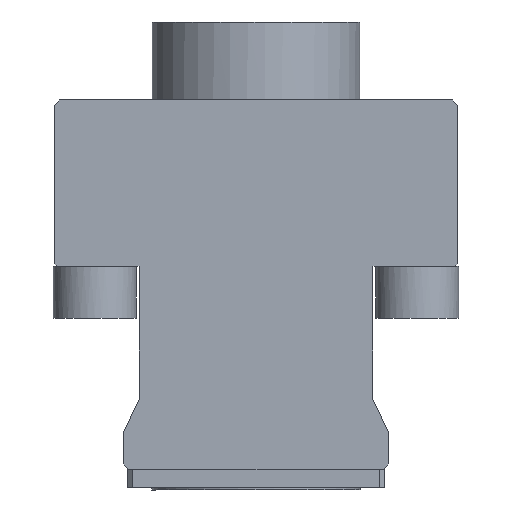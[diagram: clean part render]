
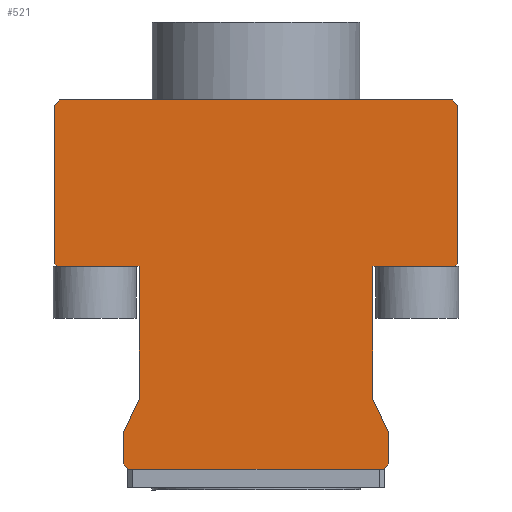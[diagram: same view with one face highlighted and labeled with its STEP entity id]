
A CAD part, left-side view. The second image highlights one B-rep face of the part: STEP entity #521.
In plain terms, the highlighted planar face has unit normal (-1, 0, 0).
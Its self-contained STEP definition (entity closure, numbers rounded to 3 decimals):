
#88=FACE_OUTER_BOUND('',#723,.T.);
#155=LINE('',#2544,#329);
#176=LINE('',#2588,#350);
#200=LINE('',#2641,#374);
#201=LINE('',#2643,#375);
#220=LINE('',#2677,#394);
#221=LINE('',#2680,#395);
#222=LINE('',#2682,#396);
#223=LINE('',#2684,#397);
#224=LINE('',#2685,#398);
#225=LINE('',#2687,#399);
#226=LINE('',#2689,#400);
#227=LINE('',#2691,#401);
#228=LINE('',#2692,#402);
#229=LINE('',#2694,#403);
#230=LINE('',#2696,#404);
#231=LINE('',#2698,#405);
#232=LINE('',#2700,#406);
#233=LINE('',#2702,#407);
#329=VECTOR('',#1971,1.);
#350=VECTOR('',#2008,1.);
#374=VECTOR('',#2050,1.);
#375=VECTOR('',#2053,1.);
#394=VECTOR('',#2076,1.);
#395=VECTOR('',#2077,1.);
#396=VECTOR('',#2078,1.);
#397=VECTOR('',#2079,1.);
#398=VECTOR('',#2080,1.);
#399=VECTOR('',#2081,1.);
#400=VECTOR('',#2082,1.);
#401=VECTOR('',#2083,1.);
#402=VECTOR('',#2084,1.);
#403=VECTOR('',#2085,1.);
#404=VECTOR('',#2086,1.);
#405=VECTOR('',#2087,1.);
#406=VECTOR('',#2088,1.);
#407=VECTOR('',#2089,1.);
#521=ADVANCED_FACE('',(#88),#599,.F.);
#599=PLANE('',#1771);
#723=EDGE_LOOP('',(#976,#977,#978,#979,#980,#981,#982,#983,#984,#985,#986,
#987,#988,#989,#990,#991,#992,#993));
#976=ORIENTED_EDGE('',*,*,#1504,.F.);
#977=ORIENTED_EDGE('',*,*,#1505,.F.);
#978=ORIENTED_EDGE('',*,*,#1506,.F.);
#979=ORIENTED_EDGE('',*,*,#1507,.F.);
#980=ORIENTED_EDGE('',*,*,#1485,.F.);
#981=ORIENTED_EDGE('',*,*,#1484,.F.);
#982=ORIENTED_EDGE('',*,*,#1508,.F.);
#983=ORIENTED_EDGE('',*,*,#1509,.F.);
#984=ORIENTED_EDGE('',*,*,#1510,.F.);
#985=ORIENTED_EDGE('',*,*,#1511,.F.);
#986=ORIENTED_EDGE('',*,*,#1436,.F.);
#987=ORIENTED_EDGE('',*,*,#1458,.F.);
#988=ORIENTED_EDGE('',*,*,#1512,.F.);
#989=ORIENTED_EDGE('',*,*,#1513,.F.);
#990=ORIENTED_EDGE('',*,*,#1514,.F.);
#991=ORIENTED_EDGE('',*,*,#1515,.F.);
#992=ORIENTED_EDGE('',*,*,#1516,.F.);
#993=ORIENTED_EDGE('',*,*,#1517,.F.);
#1275=VERTEX_POINT('',#2543);
#1276=VERTEX_POINT('',#2545);
#1291=VERTEX_POINT('',#2589);
#1304=VERTEX_POINT('',#2628);
#1310=VERTEX_POINT('',#2640);
#1311=VERTEX_POINT('',#2644);
#1324=VERTEX_POINT('',#2678);
#1325=VERTEX_POINT('',#2679);
#1326=VERTEX_POINT('',#2681);
#1327=VERTEX_POINT('',#2683);
#1328=VERTEX_POINT('',#2686);
#1329=VERTEX_POINT('',#2688);
#1330=VERTEX_POINT('',#2690);
#1331=VERTEX_POINT('',#2693);
#1332=VERTEX_POINT('',#2695);
#1333=VERTEX_POINT('',#2697);
#1334=VERTEX_POINT('',#2699);
#1335=VERTEX_POINT('',#2701);
#1436=EDGE_CURVE('',#1275,#1276,#155,.T.);
#1458=EDGE_CURVE('',#1291,#1275,#176,.T.);
#1484=EDGE_CURVE('',#1310,#1304,#200,.T.);
#1485=EDGE_CURVE('',#1304,#1311,#201,.T.);
#1504=EDGE_CURVE('',#1324,#1325,#220,.T.);
#1505=EDGE_CURVE('',#1326,#1324,#221,.T.);
#1506=EDGE_CURVE('',#1327,#1326,#222,.T.);
#1507=EDGE_CURVE('',#1311,#1327,#223,.T.);
#1508=EDGE_CURVE('',#1328,#1310,#224,.T.);
#1509=EDGE_CURVE('',#1329,#1328,#225,.T.);
#1510=EDGE_CURVE('',#1330,#1329,#226,.T.);
#1511=EDGE_CURVE('',#1276,#1330,#227,.T.);
#1512=EDGE_CURVE('',#1331,#1291,#228,.T.);
#1513=EDGE_CURVE('',#1332,#1331,#229,.T.);
#1514=EDGE_CURVE('',#1333,#1332,#230,.T.);
#1515=EDGE_CURVE('',#1334,#1333,#231,.T.);
#1516=EDGE_CURVE('',#1335,#1334,#232,.T.);
#1517=EDGE_CURVE('',#1325,#1335,#233,.T.);
#1771=AXIS2_PLACEMENT_3D('',#2703,#2090,#2091);
#1971=DIRECTION('',(0.,1.,0.));
#2008=DIRECTION('',(0.,0.707,-0.707));
#2050=DIRECTION('',(0.,1.,0.));
#2053=DIRECTION('',(0.,0.707,0.707));
#2076=DIRECTION('',(0.,-0.707,-0.707));
#2077=DIRECTION('',(0.,-1.,0.));
#2078=DIRECTION('',(0.,-0.707,0.707));
#2079=DIRECTION('',(0.,0.,1.));
#2080=DIRECTION('',(0.,0.,1.));
#2081=DIRECTION('',(0.,-0.423,0.906));
#2082=DIRECTION('',(0.,0.,1.));
#2083=DIRECTION('',(0.,0.707,0.707));
#2084=DIRECTION('',(0.,0.,-1.));
#2085=DIRECTION('',(0.,-0.423,-0.906));
#2086=DIRECTION('',(0.,0.,-1.));
#2087=DIRECTION('',(0.,1.,0.));
#2088=DIRECTION('',(0.,0.707,-0.707));
#2089=DIRECTION('',(0.,0.,-1.));
#2090=DIRECTION('',(1.,0.,0.));
#2091=DIRECTION('',(0.,1.,0.));
#2543=CARTESIAN_POINT('',(-67.,-24.5,-71.));
#2544=CARTESIAN_POINT('',(-67.,-24.5,-71.));
#2545=CARTESIAN_POINT('',(-67.,24.5,-71.));
#2588=CARTESIAN_POINT('',(-67.,-25.5,-70.));
#2589=CARTESIAN_POINT('',(-67.,-25.5,-70.));
#2628=CARTESIAN_POINT('',(-67.,38.2,-32.));
#2640=CARTESIAN_POINT('',(-67.,22.5,-32.));
#2641=CARTESIAN_POINT('',(-67.,22.5,-32.));
#2643=CARTESIAN_POINT('',(-67.,38.2,-32.));
#2644=CARTESIAN_POINT('',(-67.,38.7,-31.5));
#2677=CARTESIAN_POINT('',(-67.,-38.7,-1.));
#2678=CARTESIAN_POINT('',(-67.,-37.7,0.));
#2679=CARTESIAN_POINT('',(-67.,-38.7,-1.));
#2680=CARTESIAN_POINT('',(-67.,37.7,0.));
#2681=CARTESIAN_POINT('',(-67.,37.7,0.));
#2682=CARTESIAN_POINT('',(-67.,38.7,-1.));
#2683=CARTESIAN_POINT('',(-67.,38.7,-1.));
#2684=CARTESIAN_POINT('',(-67.,38.7,-31.5));
#2685=CARTESIAN_POINT('',(-67.,22.5,-57.566));
#2686=CARTESIAN_POINT('',(-67.,22.5,-57.566));
#2687=CARTESIAN_POINT('',(-67.,25.5,-64.));
#2688=CARTESIAN_POINT('',(-67.,25.5,-64.));
#2689=CARTESIAN_POINT('',(-67.,25.5,-70.));
#2690=CARTESIAN_POINT('',(-67.,25.5,-70.));
#2691=CARTESIAN_POINT('',(-67.,24.5,-71.));
#2692=CARTESIAN_POINT('',(-67.,-25.5,-64.));
#2693=CARTESIAN_POINT('',(-67.,-25.5,-64.));
#2694=CARTESIAN_POINT('',(-67.,-22.5,-57.566));
#2695=CARTESIAN_POINT('',(-67.,-22.5,-57.566));
#2696=CARTESIAN_POINT('',(-67.,-22.5,-32.));
#2697=CARTESIAN_POINT('',(-67.,-22.5,-32.));
#2698=CARTESIAN_POINT('',(-67.,-38.2,-32.));
#2699=CARTESIAN_POINT('',(-67.,-38.2,-32.));
#2700=CARTESIAN_POINT('',(-67.,-38.2,-32.));
#2701=CARTESIAN_POINT('',(-67.,-38.7,-31.5));
#2702=CARTESIAN_POINT('',(-67.,-38.7,-1.));
#2703=CARTESIAN_POINT('',(-67.,-53.95,-16.25));
